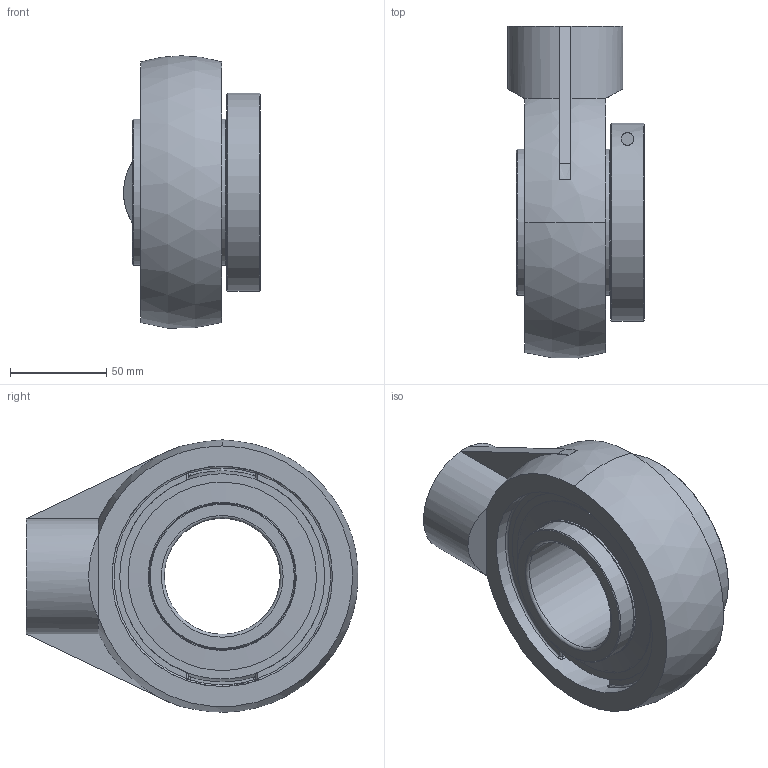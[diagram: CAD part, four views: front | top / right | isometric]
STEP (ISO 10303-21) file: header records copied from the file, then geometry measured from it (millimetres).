
FILE_DESCRIPTION(('HOOPS Exchange Step'),'2;1');
FILE_NAME('export-C283104D-3727-4A31-A7CF-D2F30695F66F.stp','2020-05-27T10:43:04-07:00',('dkerr'),('Alibre'),'HOOPS Exchange 2020.0','Alibre','Unknown authorisation');
FILE_SCHEMA( ('AP242_MANAGED_MODEL_BASED_3D_ENGINEERING_MIM_LF {1 0 10303 442 1 1 4 }') );
Length unit declared in the file: inch
Products named in the file (8): MRN SHAM L4L 212; MRN SUE 212-38 L4L (2.375) (Race); MRN SUE 212 L4L (Ball); MRN SUE 212 L4L (Shield); MRN SUE 212 L4L (Lock Ring); MRN SUE 212 L4L (Bolt); MRN SUE 212-38 L4L (2.375); MRN SUESHAM 212-38 L4L (2.375inch)
Assembly tree (8 placements, depth 3):
  MRN SUESHAM 212-38 L4L (2.375inch)
    MRN SHAM L4L 212
    MRN SUE 212-38 L4L (2.375)
      MRN SUE 212-38 L4L (2.375) (Race)
      MRN SUE 212 L4L (Ball)
      MRN SUE 212 L4L (Shield)  x2
      MRN SUE 212 L4L (Lock Ring)
      MRN SUE 212 L4L (Bolt)
Bounding box: 71.17 x 172.57 x 141.63 mm (x, y, z)
Volume: 552773.7 mm3; surface area: 152437.3 mm2
Topology: 17 solids, 17 shells, 206 faces, 570 edges, 377 vertices
Faces by surface type: plane 74, cylinder 53, cone 32, torus 24, sphere 19, bspline 4
Full cylindrical faces by diameter (mm): 6.647 x2, 8.4 x1, 13 x1, 31.75 x1, 60.325 x1, 76 x4, 77.016 x2, 96 x2, 98 x2, 112.635 x1, 114.635 x1, 120.1 x1
Entity records: 10375 total; most frequent: CARTESIAN_POINT 5099, DIRECTION 1114, ORIENTED_EDGE 1046, EDGE_CURVE 523, AXIS2_PLACEMENT_3D 462, VERTEX_POINT 363, CIRCLE 241, EDGE_LOOP 218
